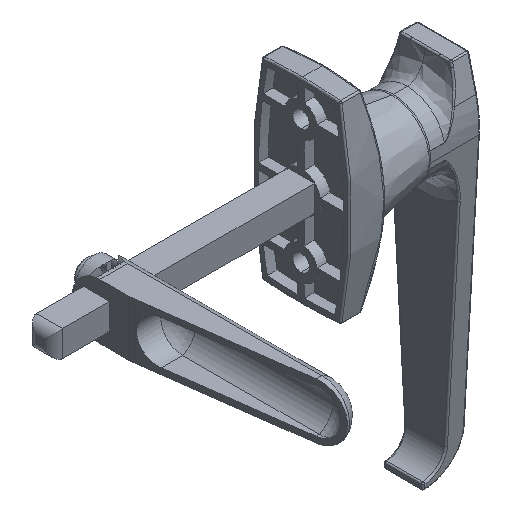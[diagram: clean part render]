
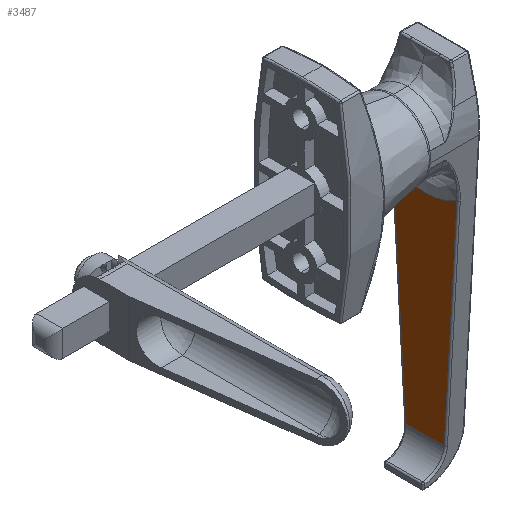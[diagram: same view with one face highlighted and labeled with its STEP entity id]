
A CAD part, isometric view. The second image highlights one B-rep face of the part: STEP entity #3487.
In plain terms, the highlighted planar face has unit normal (-1, 0, 0).
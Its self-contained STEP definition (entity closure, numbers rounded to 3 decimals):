
#108 = EDGE_CURVE ( 'NONE', #1879, #704, #908, .T. ) ;
#151 = EDGE_LOOP ( 'NONE', ( #2378, #2383, #6973, #5658 ) ) ;
#178 = CARTESIAN_POINT ( 'NONE',  ( 34.273, 40., -46.921 ) ) ;
#206 = EDGE_CURVE ( 'NONE', #4361, #1879, #608, .T. ) ;
#455 = VECTOR ( 'NONE', #6429, 1000. ) ;
#608 = LINE ( 'NONE', #5030, #3261 ) ;
#704 = VERTEX_POINT ( 'NONE', #887 ) ;
#887 = CARTESIAN_POINT ( 'NONE',  ( 34.273, -5.934, -102.96 ) ) ;
#903 = CIRCLE ( 'NONE', #1609, 19.379 ) ;
#908 = LINE ( 'NONE', #4338, #1842 ) ;
#944 = EDGE_CURVE ( 'NONE', #4361, #6952, #903, .T. ) ;
#978 = CARTESIAN_POINT ( 'NONE',  ( 34.273, 0., -19.379 ) ) ;
#1449 = EDGE_CURVE ( 'NONE', #704, #6952, #4753, .T. ) ;
#1527 = DIRECTION ( 'NONE',  ( 0., 0., 1. ) ) ;
#1609 = AXIS2_PLACEMENT_3D ( 'NONE', #978, #4481, #1527 ) ;
#1842 = VECTOR ( 'NONE', #4887, 1000. ) ;
#1879 = VERTEX_POINT ( 'NONE', #4996 ) ;
#2378 = ORIENTED_EDGE ( 'NONE', *, *, #108, .T. ) ;
#2383 = ORIENTED_EDGE ( 'NONE', *, *, #1449, .T. ) ;
#2423 = DIRECTION ( 'NONE',  ( -1., 0., 0. ) ) ;
#2816 = CARTESIAN_POINT ( 'NONE',  ( 34.273, 9.844, -36.072 ) ) ;
#3261 = VECTOR ( 'NONE', #4919, 1000. ) ;
#3363 = CARTESIAN_POINT ( 'NONE',  ( 34.273, -9.844, -36.072 ) ) ;
#3487 = ADVANCED_FACE ( 'NONE', ( #3528 ), #5215, .T. ) ;
#3528 = FACE_OUTER_BOUND ( 'NONE', #151, .T. ) ;
#4124 = DIRECTION ( 'NONE',  ( 0., 0., 1. ) ) ;
#4338 = CARTESIAN_POINT ( 'NONE',  ( 34.273, 40., -102.96 ) ) ;
#4361 = VERTEX_POINT ( 'NONE', #2816 ) ;
#4481 = DIRECTION ( 'NONE',  ( -1., 0., 0. ) ) ;
#4753 = LINE ( 'NONE', #7014, #455 ) ;
#4887 = DIRECTION ( 'NONE',  ( 0., -1., 0. ) ) ;
#4919 = DIRECTION ( 'NONE',  ( 0., -0.058, -0.998 ) ) ;
#4996 = CARTESIAN_POINT ( 'NONE',  ( 34.273, 5.934, -102.96 ) ) ;
#5030 = CARTESIAN_POINT ( 'NONE',  ( 34.273, 5.936, -102.931 ) ) ;
#5215 = PLANE ( 'NONE',  #5802 ) ;
#5658 = ORIENTED_EDGE ( 'NONE', *, *, #206, .T. ) ;
#5802 = AXIS2_PLACEMENT_3D ( 'NONE', #178, #2423, #4124 ) ;
#6429 = DIRECTION ( 'NONE',  ( 0., -0.058, 0.998 ) ) ;
#6952 = VERTEX_POINT ( 'NONE', #3363 ) ;
#6973 = ORIENTED_EDGE ( 'NONE', *, *, #944, .F. ) ;
#7014 = CARTESIAN_POINT ( 'NONE',  ( 34.273, -9.042, -49.788 ) ) ;
